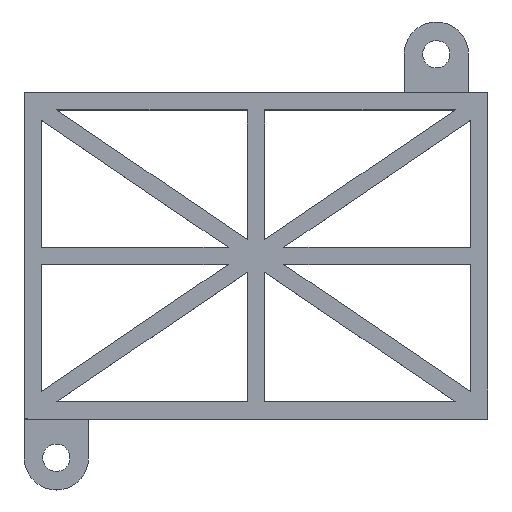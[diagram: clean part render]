
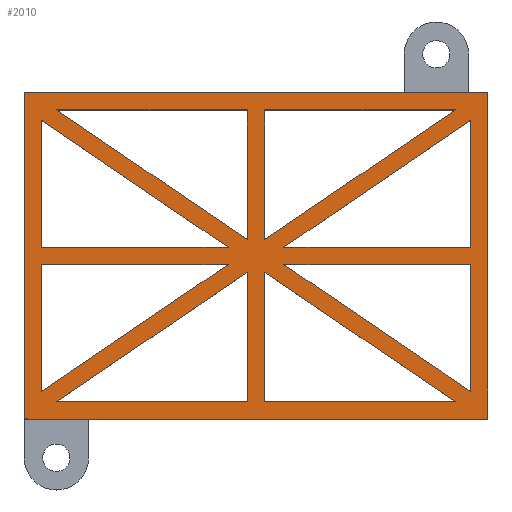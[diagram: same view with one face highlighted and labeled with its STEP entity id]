
A CAD part, top view. The second image highlights one B-rep face of the part: STEP entity #2010.
In plain terms, the highlighted planar face has unit normal (0, 0, 1).
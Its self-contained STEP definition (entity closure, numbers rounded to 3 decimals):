
#22=CIRCLE('',#2118,1.);
#41=FACE_BOUND('',#188,.T.);
#42=FACE_BOUND('',#189,.T.);
#43=FACE_BOUND('',#190,.T.);
#44=FACE_BOUND('',#191,.T.);
#45=FACE_BOUND('',#192,.T.);
#46=FACE_BOUND('',#193,.T.);
#47=FACE_BOUND('',#194,.T.);
#48=FACE_BOUND('',#195,.T.);
#87=FACE_OUTER_BOUND('',#187,.T.);
#187=EDGE_LOOP('',(#1534,#1535,#1536,#1537,#1538,#1539,#1540));
#188=EDGE_LOOP('',(#1541,#1542,#1543));
#189=EDGE_LOOP('',(#1544,#1545,#1546));
#190=EDGE_LOOP('',(#1547,#1548,#1549));
#191=EDGE_LOOP('',(#1550,#1551,#1552));
#192=EDGE_LOOP('',(#1553,#1554,#1555));
#193=EDGE_LOOP('',(#1556,#1557,#1558));
#194=EDGE_LOOP('',(#1559,#1560,#1561));
#195=EDGE_LOOP('',(#1562,#1563,#1564));
#283=LINE('',#2702,#565);
#332=LINE('',#2804,#614);
#339=LINE('',#2819,#621);
#418=LINE('',#2971,#700);
#427=LINE('',#2986,#709);
#432=LINE('',#2994,#714);
#436=LINE('',#3000,#718);
#437=LINE('',#3001,#719);
#438=LINE('',#3004,#720);
#439=LINE('',#3007,#721);
#440=LINE('',#3009,#722);
#441=LINE('',#3010,#723);
#442=LINE('',#3013,#724);
#443=LINE('',#3015,#725);
#444=LINE('',#3016,#726);
#445=LINE('',#3018,#727);
#446=LINE('',#3019,#728);
#447=LINE('',#3021,#729);
#448=LINE('',#3022,#730);
#449=LINE('',#3025,#731);
#450=LINE('',#3027,#732);
#451=LINE('',#3028,#733);
#452=LINE('',#3030,#734);
#453=LINE('',#3031,#735);
#454=LINE('',#3034,#736);
#455=LINE('',#3036,#737);
#456=LINE('',#3037,#738);
#457=LINE('',#3040,#739);
#458=LINE('',#3042,#740);
#459=LINE('',#3043,#741);
#565=VECTOR('',#2208,10.);
#614=VECTOR('',#2277,10.);
#621=VECTOR('',#2288,10.);
#700=VECTOR('',#2389,10.);
#709=VECTOR('',#2398,10.);
#714=VECTOR('',#2405,10.);
#718=VECTOR('',#2413,10.);
#719=VECTOR('',#2414,10.);
#720=VECTOR('',#2417,10.);
#721=VECTOR('',#2418,10.);
#722=VECTOR('',#2419,10.);
#723=VECTOR('',#2420,10.);
#724=VECTOR('',#2421,10.);
#725=VECTOR('',#2422,10.);
#726=VECTOR('',#2423,10.);
#727=VECTOR('',#2424,10.);
#728=VECTOR('',#2425,10.);
#729=VECTOR('',#2426,10.);
#730=VECTOR('',#2427,10.);
#731=VECTOR('',#2428,10.);
#732=VECTOR('',#2429,10.);
#733=VECTOR('',#2430,10.);
#734=VECTOR('',#2431,10.);
#735=VECTOR('',#2432,10.);
#736=VECTOR('',#2433,10.);
#737=VECTOR('',#2434,10.);
#738=VECTOR('',#2435,10.);
#739=VECTOR('',#2436,10.);
#740=VECTOR('',#2437,10.);
#741=VECTOR('',#2438,10.);
#840=VERTEX_POINT('',#2688);
#846=VERTEX_POINT('',#2700);
#883=VERTEX_POINT('',#2789);
#889=VERTEX_POINT('',#2802);
#894=VERTEX_POINT('',#2816);
#895=VERTEX_POINT('',#2818);
#956=VERTEX_POINT('',#2968);
#957=VERTEX_POINT('',#2970);
#962=VERTEX_POINT('',#2983);
#963=VERTEX_POINT('',#2985);
#964=VERTEX_POINT('',#2991);
#965=VERTEX_POINT('',#2993);
#966=VERTEX_POINT('',#3002);
#967=VERTEX_POINT('',#3005);
#968=VERTEX_POINT('',#3006);
#969=VERTEX_POINT('',#3008);
#970=VERTEX_POINT('',#3011);
#971=VERTEX_POINT('',#3012);
#972=VERTEX_POINT('',#3014);
#973=VERTEX_POINT('',#3017);
#974=VERTEX_POINT('',#3020);
#975=VERTEX_POINT('',#3023);
#976=VERTEX_POINT('',#3024);
#977=VERTEX_POINT('',#3026);
#978=VERTEX_POINT('',#3029);
#979=VERTEX_POINT('',#3032);
#980=VERTEX_POINT('',#3033);
#981=VERTEX_POINT('',#3035);
#982=VERTEX_POINT('',#3038);
#983=VERTEX_POINT('',#3039);
#984=VERTEX_POINT('',#3041);
#1033=EDGE_CURVE('',#840,#846,#283,.T.);
#1083=EDGE_CURVE('',#883,#889,#332,.T.);
#1090=EDGE_CURVE('',#895,#894,#339,.T.);
#1169=EDGE_CURVE('',#957,#956,#418,.T.);
#1178=EDGE_CURVE('',#963,#962,#427,.T.);
#1183=EDGE_CURVE('',#965,#964,#432,.T.);
#1187=EDGE_CURVE('',#846,#895,#436,.T.);
#1188=EDGE_CURVE('',#894,#883,#437,.T.);
#1189=EDGE_CURVE('',#889,#966,#22,.T.);
#1190=EDGE_CURVE('',#966,#840,#438,.T.);
#1191=EDGE_CURVE('',#967,#968,#439,.T.);
#1192=EDGE_CURVE('',#968,#969,#440,.T.);
#1193=EDGE_CURVE('',#969,#967,#441,.T.);
#1194=EDGE_CURVE('',#970,#971,#442,.T.);
#1195=EDGE_CURVE('',#971,#972,#443,.T.);
#1196=EDGE_CURVE('',#972,#970,#444,.T.);
#1197=EDGE_CURVE('',#964,#973,#445,.T.);
#1198=EDGE_CURVE('',#973,#965,#446,.T.);
#1199=EDGE_CURVE('',#956,#974,#447,.T.);
#1200=EDGE_CURVE('',#957,#974,#448,.T.);
#1201=EDGE_CURVE('',#975,#976,#449,.T.);
#1202=EDGE_CURVE('',#976,#977,#450,.T.);
#1203=EDGE_CURVE('',#977,#975,#451,.T.);
#1204=EDGE_CURVE('',#978,#962,#452,.T.);
#1205=EDGE_CURVE('',#963,#978,#453,.T.);
#1206=EDGE_CURVE('',#979,#980,#454,.T.);
#1207=EDGE_CURVE('',#981,#979,#455,.T.);
#1208=EDGE_CURVE('',#981,#980,#456,.T.);
#1209=EDGE_CURVE('',#982,#983,#457,.T.);
#1210=EDGE_CURVE('',#984,#983,#458,.T.);
#1211=EDGE_CURVE('',#984,#982,#459,.T.);
#1534=ORIENTED_EDGE('',*,*,#1033,.T.);
#1535=ORIENTED_EDGE('',*,*,#1187,.T.);
#1536=ORIENTED_EDGE('',*,*,#1090,.T.);
#1537=ORIENTED_EDGE('',*,*,#1188,.T.);
#1538=ORIENTED_EDGE('',*,*,#1083,.T.);
#1539=ORIENTED_EDGE('',*,*,#1189,.T.);
#1540=ORIENTED_EDGE('',*,*,#1190,.T.);
#1541=ORIENTED_EDGE('',*,*,#1191,.T.);
#1542=ORIENTED_EDGE('',*,*,#1192,.T.);
#1543=ORIENTED_EDGE('',*,*,#1193,.T.);
#1544=ORIENTED_EDGE('',*,*,#1194,.T.);
#1545=ORIENTED_EDGE('',*,*,#1195,.T.);
#1546=ORIENTED_EDGE('',*,*,#1196,.T.);
#1547=ORIENTED_EDGE('',*,*,#1197,.T.);
#1548=ORIENTED_EDGE('',*,*,#1198,.T.);
#1549=ORIENTED_EDGE('',*,*,#1183,.T.);
#1550=ORIENTED_EDGE('',*,*,#1169,.T.);
#1551=ORIENTED_EDGE('',*,*,#1199,.T.);
#1552=ORIENTED_EDGE('',*,*,#1200,.F.);
#1553=ORIENTED_EDGE('',*,*,#1201,.T.);
#1554=ORIENTED_EDGE('',*,*,#1202,.T.);
#1555=ORIENTED_EDGE('',*,*,#1203,.T.);
#1556=ORIENTED_EDGE('',*,*,#1178,.T.);
#1557=ORIENTED_EDGE('',*,*,#1204,.F.);
#1558=ORIENTED_EDGE('',*,*,#1205,.F.);
#1559=ORIENTED_EDGE('',*,*,#1206,.F.);
#1560=ORIENTED_EDGE('',*,*,#1207,.F.);
#1561=ORIENTED_EDGE('',*,*,#1208,.T.);
#1562=ORIENTED_EDGE('',*,*,#1209,.T.);
#1563=ORIENTED_EDGE('',*,*,#1210,.F.);
#1564=ORIENTED_EDGE('',*,*,#1211,.T.);
#1924=PLANE('',#2117);
#2010=ADVANCED_FACE('',(#87,#41,#42,#43,#44,#45,#46,#47,#48),#1924,.T.);
#2117=AXIS2_PLACEMENT_3D('',#2999,#2411,#2412);
#2118=AXIS2_PLACEMENT_3D('',#3003,#2415,#2416);
#2208=DIRECTION('',(0.,-1.,0.));
#2277=DIRECTION('',(-1.,0.,0.));
#2288=DIRECTION('',(1.,0.,0.));
#2389=DIRECTION('',(1.,0.,0.));
#2398=DIRECTION('',(1.,0.,0.));
#2405=DIRECTION('',(0.,1.,0.));
#2411=DIRECTION('center_axis',(0.,0.,1.));
#2412=DIRECTION('ref_axis',(-1.,0.,0.));
#2413=DIRECTION('',(1.,-0.005,0.));
#2414=DIRECTION('',(0.,1.,0.));
#2415=DIRECTION('center_axis',(0.,0.,1.));
#2416=DIRECTION('ref_axis',(0.,1.,0.));
#2417=DIRECTION('',(-1.,0.,0.));
#2418=DIRECTION('',(0.,1.,0.));
#2419=DIRECTION('',(1.,0.,0.));
#2420=DIRECTION('',(-0.827,-0.562,0.));
#2421=DIRECTION('',(0.,-1.,0.));
#2422=DIRECTION('',(-1.,0.,0.));
#2423=DIRECTION('',(0.827,0.562,0.));
#2424=DIRECTION('',(0.827,-0.562,0.));
#2425=DIRECTION('',(-1.,0.,0.));
#2426=DIRECTION('',(-0.827,-0.562,0.));
#2427=DIRECTION('',(0.,-1.,0.));
#2428=DIRECTION('',(-0.827,0.562,0.));
#2429=DIRECTION('',(1.,0.,0.));
#2430=DIRECTION('',(0.,-1.,0.));
#2431=DIRECTION('',(0.,1.,0.));
#2432=DIRECTION('',(0.827,-0.562,0.));
#2433=DIRECTION('',(0.,-1.,0.));
#2434=DIRECTION('',(-0.827,0.562,0.));
#2435=DIRECTION('',(-1.,0.,0.));
#2436=DIRECTION('',(0.827,0.562,0.));
#2437=DIRECTION('',(0.,1.,0.));
#2438=DIRECTION('',(-1.,0.,0.));
#2688=CARTESIAN_POINT('',(0.,36.,8.));
#2700=CARTESIAN_POINT('',(0.,-1.993,8.));
#2702=CARTESIAN_POINT('',(0.,36.,8.));
#2789=CARTESIAN_POINT('',(54.,36.,8.));
#2802=CARTESIAN_POINT('',(27.569,36.,8.));
#2804=CARTESIAN_POINT('',(54.,36.,8.));
#2816=CARTESIAN_POINT('',(54.,-1.998,8.));
#2818=CARTESIAN_POINT('',(1.,-1.998,8.));
#2819=CARTESIAN_POINT('',(1.,-1.998,8.));
#2968=CARTESIAN_POINT('',(50.222,34.,8.));
#2970=CARTESIAN_POINT('',(28.,34.,8.));
#2971=CARTESIAN_POINT('',(0.,34.,8.));
#2983=CARTESIAN_POINT('',(26.,34.,8.));
#2985=CARTESIAN_POINT('',(3.778,34.,8.));
#2986=CARTESIAN_POINT('',(0.,34.,8.));
#2991=CARTESIAN_POINT('',(2.,32.791,8.));
#2993=CARTESIAN_POINT('',(2.,18.,8.));
#2994=CARTESIAN_POINT('',(2.,34.,8.));
#2999=CARTESIAN_POINT('Origin',(27.,17.001,8.));
#3000=CARTESIAN_POINT('',(0.,-1.993,8.));
#3001=CARTESIAN_POINT('',(54.,37.002,8.));
#3002=CARTESIAN_POINT('',(27.569,36.,8.));
#3003=CARTESIAN_POINT('Origin',(27.569,35.,8.));
#3004=CARTESIAN_POINT('',(27.569,36.,8.));
#3005=CARTESIAN_POINT('',(2.,1.209,8.));
#3006=CARTESIAN_POINT('',(2.,16.,8.));
#3007=CARTESIAN_POINT('',(2.,34.,8.));
#3008=CARTESIAN_POINT('',(23.751,16.,8.));
#3009=CARTESIAN_POINT('',(2.,16.,8.));
#3010=CARTESIAN_POINT('',(23.751,16.,8.));
#3011=CARTESIAN_POINT('',(52.,32.791,8.));
#3012=CARTESIAN_POINT('',(52.,18.,8.));
#3013=CARTESIAN_POINT('',(52.,24.896,8.));
#3014=CARTESIAN_POINT('',(30.249,18.,8.));
#3015=CARTESIAN_POINT('',(39.5,18.,8.));
#3016=CARTESIAN_POINT('',(28.906,17.087,8.));
#3017=CARTESIAN_POINT('',(23.751,18.,8.));
#3018=CARTESIAN_POINT('',(23.751,18.,8.));
#3019=CARTESIAN_POINT('',(16.036,18.,8.));
#3020=CARTESIAN_POINT('',(28.,18.889,8.));
#3021=CARTESIAN_POINT('',(50.222,34.,8.));
#3022=CARTESIAN_POINT('',(28.,34.,8.));
#3023=CARTESIAN_POINT('',(52.,1.209,8.));
#3024=CARTESIAN_POINT('',(30.249,16.,8.));
#3025=CARTESIAN_POINT('',(39.781,9.518,8.));
#3026=CARTESIAN_POINT('',(52.,16.,8.));
#3027=CARTESIAN_POINT('',(28.624,16.,8.));
#3028=CARTESIAN_POINT('',(52.,16.5,8.));
#3029=CARTESIAN_POINT('',(26.,18.889,8.));
#3030=CARTESIAN_POINT('',(26.,18.889,8.));
#3031=CARTESIAN_POINT('',(3.778,34.,8.));
#3032=CARTESIAN_POINT('',(28.,15.111,8.));
#3033=CARTESIAN_POINT('',(28.,0.,8.));
#3034=CARTESIAN_POINT('',(28.,15.111,8.));
#3035=CARTESIAN_POINT('',(50.222,0.,8.));
#3036=CARTESIAN_POINT('',(50.222,0.,8.));
#3037=CARTESIAN_POINT('',(52.,0.,8.));
#3038=CARTESIAN_POINT('',(3.778,0.,8.));
#3039=CARTESIAN_POINT('',(26.,15.111,8.));
#3040=CARTESIAN_POINT('',(3.778,0.,8.));
#3041=CARTESIAN_POINT('',(26.,0.,8.));
#3042=CARTESIAN_POINT('',(26.,0.,8.));
#3043=CARTESIAN_POINT('',(52.,0.,8.));
